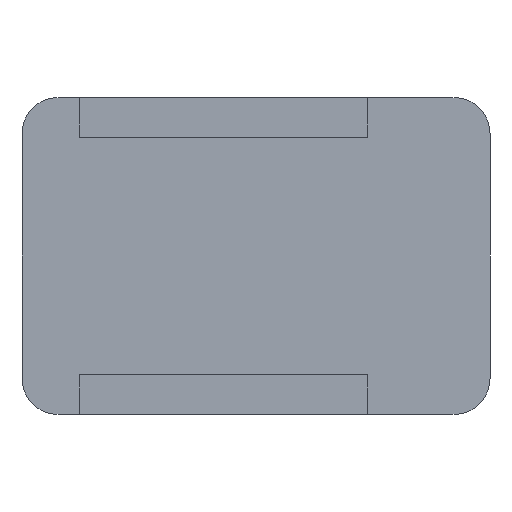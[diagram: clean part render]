
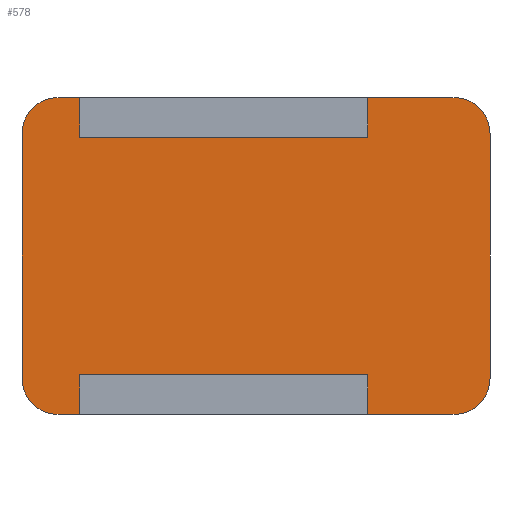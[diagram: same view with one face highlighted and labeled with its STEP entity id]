
A CAD part, front view. The second image highlights one B-rep face of the part: STEP entity #578.
In plain terms, the highlighted planar face has unit normal (0, -1, 0).
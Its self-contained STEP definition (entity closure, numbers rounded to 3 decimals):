
#14=PLANE('',#639);
#49=LINE('',#901,#107);
#51=LINE('',#905,#109);
#52=LINE('',#907,#110);
#53=LINE('',#909,#111);
#54=LINE('',#911,#112);
#55=LINE('',#913,#113);
#56=LINE('',#917,#114);
#57=LINE('',#921,#115);
#58=LINE('',#923,#116);
#59=LINE('',#925,#117);
#60=LINE('',#927,#118);
#61=LINE('',#929,#119);
#107=VECTOR('',#722,1000.);
#109=VECTOR('',#726,1000.);
#110=VECTOR('',#727,1000.);
#111=VECTOR('',#728,1000.);
#112=VECTOR('',#729,1000.);
#113=VECTOR('',#730,1000.);
#114=VECTOR('',#733,1000.);
#115=VECTOR('',#736,1000.);
#116=VECTOR('',#737,1000.);
#117=VECTOR('',#738,1000.);
#118=VECTOR('',#739,1000.);
#119=VECTOR('',#740,1000.);
#181=ORIENTED_EDGE('',*,*,#332,.T.);
#182=ORIENTED_EDGE('',*,*,#313,.F.);
#183=ORIENTED_EDGE('',*,*,#334,.T.);
#184=ORIENTED_EDGE('',*,*,#335,.T.);
#185=ORIENTED_EDGE('',*,*,#336,.T.);
#186=ORIENTED_EDGE('',*,*,#337,.F.);
#187=ORIENTED_EDGE('',*,*,#338,.F.);
#188=ORIENTED_EDGE('',*,*,#339,.F.);
#189=ORIENTED_EDGE('',*,*,#340,.F.);
#190=ORIENTED_EDGE('',*,*,#341,.F.);
#191=ORIENTED_EDGE('',*,*,#342,.F.);
#192=ORIENTED_EDGE('',*,*,#343,.F.);
#193=ORIENTED_EDGE('',*,*,#344,.F.);
#194=ORIENTED_EDGE('',*,*,#345,.T.);
#195=ORIENTED_EDGE('',*,*,#346,.T.);
#196=ORIENTED_EDGE('',*,*,#347,.F.);
#313=EDGE_CURVE('',#391,#392,#446,.T.);
#332=EDGE_CURVE('',#409,#392,#49,.T.);
#334=EDGE_CURVE('',#391,#410,#51,.T.);
#335=EDGE_CURVE('',#410,#411,#52,.T.);
#336=EDGE_CURVE('',#411,#412,#53,.T.);
#337=EDGE_CURVE('',#413,#412,#54,.T.);
#338=EDGE_CURVE('',#414,#413,#55,.T.);
#339=EDGE_CURVE('',#415,#414,#456,.T.);
#340=EDGE_CURVE('',#416,#415,#56,.T.);
#341=EDGE_CURVE('',#417,#416,#457,.T.);
#342=EDGE_CURVE('',#418,#417,#57,.T.);
#343=EDGE_CURVE('',#419,#418,#58,.T.);
#344=EDGE_CURVE('',#420,#419,#59,.T.);
#345=EDGE_CURVE('',#420,#421,#60,.T.);
#346=EDGE_CURVE('',#421,#422,#61,.T.);
#347=EDGE_CURVE('',#409,#422,#458,.T.);
#391=VERTEX_POINT('',#862);
#392=VERTEX_POINT('',#864);
#409=VERTEX_POINT('',#902);
#410=VERTEX_POINT('',#906);
#411=VERTEX_POINT('',#908);
#412=VERTEX_POINT('',#910);
#413=VERTEX_POINT('',#912);
#414=VERTEX_POINT('',#914);
#415=VERTEX_POINT('',#916);
#416=VERTEX_POINT('',#918);
#417=VERTEX_POINT('',#920);
#418=VERTEX_POINT('',#922);
#419=VERTEX_POINT('',#924);
#420=VERTEX_POINT('',#926);
#421=VERTEX_POINT('',#928);
#422=VERTEX_POINT('',#930);
#446=CIRCLE('',#627,5.);
#456=CIRCLE('',#640,5.);
#457=CIRCLE('',#641,5.);
#458=CIRCLE('',#642,5.);
#475=EDGE_LOOP('',(#181,#182,#183,#184,#185,#186,#187,#188,#189,#190,#191,
#192,#193,#194,#195,#196));
#525=FACE_BOUND('',#475,.T.);
#578=ADVANCED_FACE('',(#525),#14,.F.);
#627=AXIS2_PLACEMENT_3D('',#863,#689,#690);
#639=AXIS2_PLACEMENT_3D('',#904,#724,#725);
#640=AXIS2_PLACEMENT_3D('',#915,#731,#732);
#641=AXIS2_PLACEMENT_3D('',#919,#734,#735);
#642=AXIS2_PLACEMENT_3D('',#931,#741,#742);
#689=DIRECTION('',(0.,1.,0.));
#690=DIRECTION('',(0.,0.,-1.));
#722=DIRECTION('',(0.,0.,-1.));
#724=DIRECTION('',(0.,1.,0.));
#725=DIRECTION('',(1.,0.,0.));
#726=DIRECTION('',(1.,0.,0.));
#727=DIRECTION('',(0.,0.,1.));
#728=DIRECTION('',(1.,0.,0.));
#729=DIRECTION('',(0.,0.,1.));
#730=DIRECTION('',(-1.,0.,0.));
#731=DIRECTION('',(0.,1.,0.));
#732=DIRECTION('',(1.,0.,0.));
#733=DIRECTION('',(0.,0.,-1.));
#734=DIRECTION('',(0.,1.,0.));
#735=DIRECTION('',(0.,0.,1.));
#736=DIRECTION('',(1.,0.,0.));
#737=DIRECTION('',(0.,0.,1.));
#738=DIRECTION('',(1.,0.,0.));
#739=DIRECTION('',(0.,0.,1.));
#740=DIRECTION('',(-1.,0.,0.));
#741=DIRECTION('',(0.,1.,0.));
#742=DIRECTION('',(-1.,0.,0.));
#862=CARTESIAN_POINT('',(5.,-21.5,-22.));
#863=CARTESIAN_POINT('',(5.,-21.5,-17.));
#864=CARTESIAN_POINT('',(0.,-21.5,-17.));
#901=CARTESIAN_POINT('',(0.,-21.5,17.));
#902=CARTESIAN_POINT('',(0.,-21.5,17.));
#904=CARTESIAN_POINT('',(113.299,-21.5,-22.774));
#905=CARTESIAN_POINT('',(5.,-21.5,-22.));
#906=CARTESIAN_POINT('',(8.,-21.5,-22.));
#907=CARTESIAN_POINT('',(8.,-21.5,-22.));
#908=CARTESIAN_POINT('',(8.,-21.5,-16.5));
#909=CARTESIAN_POINT('',(8.,-21.5,-16.5));
#910=CARTESIAN_POINT('',(48.,-21.5,-16.5));
#911=CARTESIAN_POINT('',(48.,-21.5,-22.));
#912=CARTESIAN_POINT('',(48.,-21.5,-22.));
#913=CARTESIAN_POINT('',(60.,-21.5,-22.));
#914=CARTESIAN_POINT('',(60.,-21.5,-22.));
#915=CARTESIAN_POINT('',(60.,-21.5,-17.));
#916=CARTESIAN_POINT('',(65.,-21.5,-17.));
#917=CARTESIAN_POINT('',(65.,-21.5,17.));
#918=CARTESIAN_POINT('',(65.,-21.5,17.));
#919=CARTESIAN_POINT('',(60.,-21.5,17.));
#920=CARTESIAN_POINT('',(60.,-21.5,22.));
#921=CARTESIAN_POINT('',(48.,-21.5,22.));
#922=CARTESIAN_POINT('',(48.,-21.5,22.));
#923=CARTESIAN_POINT('',(48.,-21.5,16.5));
#924=CARTESIAN_POINT('',(48.,-21.5,16.5));
#925=CARTESIAN_POINT('',(8.,-21.5,16.5));
#926=CARTESIAN_POINT('',(8.,-21.5,16.5));
#927=CARTESIAN_POINT('',(8.,-21.5,16.5));
#928=CARTESIAN_POINT('',(8.,-21.5,22.));
#929=CARTESIAN_POINT('',(8.,-21.5,22.));
#930=CARTESIAN_POINT('',(5.,-21.5,22.));
#931=CARTESIAN_POINT('',(5.,-21.5,17.));
